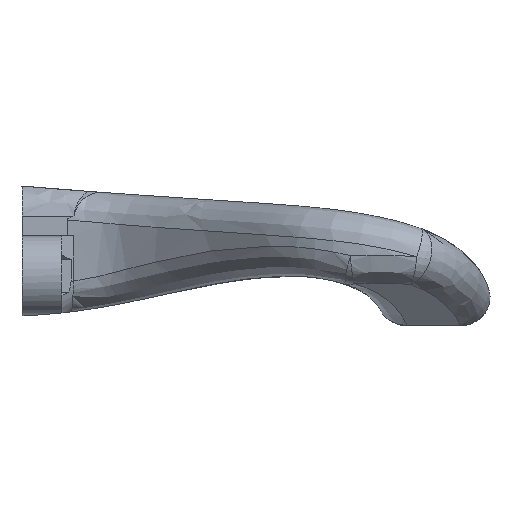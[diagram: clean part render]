
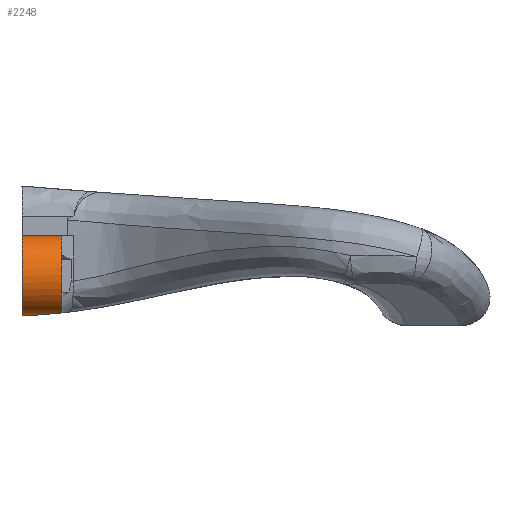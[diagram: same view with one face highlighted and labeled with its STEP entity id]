
A CAD part, left-side view. The second image highlights one B-rep face of the part: STEP entity #2248.
In plain terms, the highlighted cylindrical face has radius 4 mm (diameter 8 mm), a partial arc.
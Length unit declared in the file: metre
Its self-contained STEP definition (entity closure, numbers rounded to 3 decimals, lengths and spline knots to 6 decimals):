
#64=CYLINDRICAL_SURFACE('',#2408,0.004);
#149=B_SPLINE_CURVE_WITH_KNOTS('',3,(#3149,#3150,#3151,#3152,#3153,#3154,
#3155,#3156,#3157,#3158,#3159,#3160,#3161,#3162,#3163,#3164,#3165,#3166,
#3167,#3168,#3169,#3170,#3171),.UNSPECIFIED.,.F.,.F.,(4,1,1,1,1,1,1,1,1,
1,1,1,1,1,1,1,1,1,1,1,4),(0.,0.03125,0.046875,0.0625,0.09375,0.125,0.15625,
0.1875,0.21875,0.25,0.28125,0.3125,0.375,0.4375,0.46875,0.5,0.53125,0.5625,
0.625,0.75,1.),.UNSPECIFIED.);
#334=CIRCLE('',#2409,0.004);
#335=CIRCLE('',#2410,0.004);
#504=ORIENTED_EDGE('',*,*,#1203,.F.);
#505=ORIENTED_EDGE('',*,*,#1204,.T.);
#506=ORIENTED_EDGE('',*,*,#1198,.T.);
#507=ORIENTED_EDGE('',*,*,#1205,.F.);
#1198=EDGE_CURVE('',#1548,#1546,#1762,.T.);
#1203=EDGE_CURVE('',#1552,#1553,#149,.F.);
#1204=EDGE_CURVE('',#1552,#1548,#334,.T.);
#1205=EDGE_CURVE('',#1553,#1546,#335,.T.);
#1546=VERTEX_POINT('',#3134);
#1548=VERTEX_POINT('',#3137);
#1552=VERTEX_POINT('',#3172);
#1553=VERTEX_POINT('',#3173);
#1762=LINE('',#3136,#1846);
#1846=VECTOR('',#2610,1.);
#1907=EDGE_LOOP('',(#504,#505,#506,#507));
#2061=FACE_BOUND('',#1907,.T.);
#2248=ADVANCED_FACE('',(#2061),#64,.T.);
#2408=AXIS2_PLACEMENT_3D('',#3148,#2614,#2615);
#2409=AXIS2_PLACEMENT_3D('',#3174,#2616,#2617);
#2410=AXIS2_PLACEMENT_3D('',#3175,#2618,#2619);
#2610=DIRECTION('',(0.,1.,0.));
#2614=DIRECTION('',(0.,1.,0.));
#2615=DIRECTION('',(0.,0.,1.));
#2616=DIRECTION('',(0.,1.,0.));
#2617=DIRECTION('',(0.,0.,1.));
#2618=DIRECTION('',(0.,1.,0.));
#2619=DIRECTION('',(0.,0.,1.));
#3134=CARTESIAN_POINT('',(-0.029903,0.,0.004));
#3136=CARTESIAN_POINT('',(-0.029903,-0.004,0.004));
#3137=CARTESIAN_POINT('',(-0.029903,-0.004,0.004));
#3148=CARTESIAN_POINT('',(-0.029903,-0.004,0.));
#3149=CARTESIAN_POINT('',(-0.029905,0.,-0.004));
#3150=CARTESIAN_POINT('',(-0.029946,-0.000001,-0.004));
#3151=CARTESIAN_POINT('',(-0.030014,-0.00004,-0.003999));
#3152=CARTESIAN_POINT('',(-0.03006,-0.000094,-0.003997));
#3153=CARTESIAN_POINT('',(-0.030129,-0.000195,-0.003994));
#3154=CARTESIAN_POINT('',(-0.03017,-0.000269,-0.003991));
#3155=CARTESIAN_POINT('',(-0.030244,-0.000417,-0.003986));
#3156=CARTESIAN_POINT('',(-0.030282,-0.000503,-0.003982));
#3157=CARTESIAN_POINT('',(-0.030334,-0.000627,-0.003977));
#3158=CARTESIAN_POINT('',(-0.030384,-0.000753,-0.003971));
#3159=CARTESIAN_POINT('',(-0.030448,-0.000923,-0.003963));
#3160=CARTESIAN_POINT('',(-0.030478,-0.001006,-0.003958));
#3161=CARTESIAN_POINT('',(-0.030532,-0.001159,-0.00395));
#3162=CARTESIAN_POINT('',(-0.0306,-0.001356,-0.003939));
#3163=CARTESIAN_POINT('',(-0.030676,-0.001585,-0.003925));
#3164=CARTESIAN_POINT('',(-0.030737,-0.001773,-0.003912));
#3165=CARTESIAN_POINT('',(-0.030792,-0.001946,-0.0039));
#3166=CARTESIAN_POINT('',(-0.030819,-0.002033,-0.003894));
#3167=CARTESIAN_POINT('',(-0.030866,-0.002185,-0.003882));
#3168=CARTESIAN_POINT('',(-0.030946,-0.002446,-0.003862));
#3169=CARTESIAN_POINT('',(-0.031118,-0.003024,-0.003813));
#3170=CARTESIAN_POINT('',(-0.031279,-0.003589,-0.003758));
#3171=CARTESIAN_POINT('',(-0.031391,-0.004,-0.003713));
#3172=CARTESIAN_POINT('',(-0.031391,-0.004,-0.003713));
#3173=CARTESIAN_POINT('',(-0.029905,0.,-0.004));
#3174=CARTESIAN_POINT('',(-0.029903,-0.004,0.));
#3175=CARTESIAN_POINT('',(-0.029903,0.,0.));
